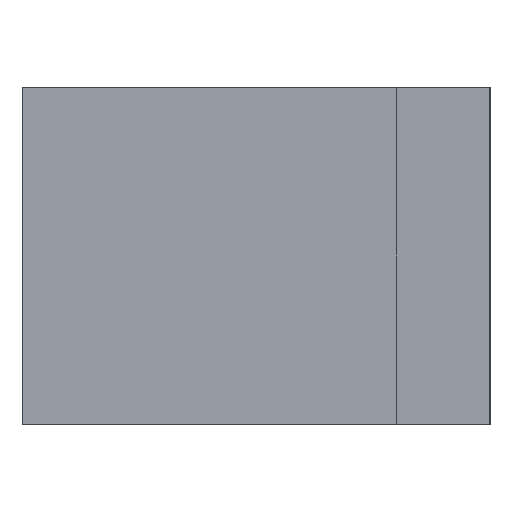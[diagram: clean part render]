
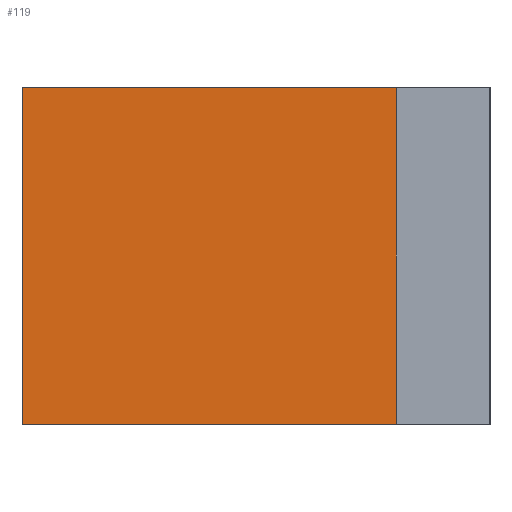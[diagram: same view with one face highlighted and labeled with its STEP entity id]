
A CAD part, left-side view. The second image highlights one B-rep face of the part: STEP entity #119.
In plain terms, the highlighted planar face has unit normal (-1, 0, 0).
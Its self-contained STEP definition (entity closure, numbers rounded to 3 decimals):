
#119 = ADVANCED_FACE('',(#120),#154,.T.);
#120 = FACE_BOUND('',#121,.T.);
#121 = EDGE_LOOP('',(#122,#132,#140,#148));
#122 = ORIENTED_EDGE('',*,*,#123,.T.);
#123 = EDGE_CURVE('',#124,#126,#128,.T.);
#124 = VERTEX_POINT('',#125);
#125 = CARTESIAN_POINT('',(-13.,17.,2.4));
#126 = VERTEX_POINT('',#127);
#127 = CARTESIAN_POINT('',(-13.,19.,2.4));
#128 = LINE('',#129,#130);
#129 = CARTESIAN_POINT('',(-13.,17.,2.4));
#130 = VECTOR('',#131,1.);
#131 = DIRECTION('',(0.,1.,0.));
#132 = ORIENTED_EDGE('',*,*,#133,.T.);
#133 = EDGE_CURVE('',#126,#134,#136,.T.);
#134 = VERTEX_POINT('',#135);
#135 = CARTESIAN_POINT('',(-13.,19.,0.6));
#136 = LINE('',#137,#138);
#137 = CARTESIAN_POINT('',(-13.,19.,2.4));
#138 = VECTOR('',#139,1.);
#139 = DIRECTION('',(0.,0.,-1.));
#140 = ORIENTED_EDGE('',*,*,#141,.F.);
#141 = EDGE_CURVE('',#142,#134,#144,.T.);
#142 = VERTEX_POINT('',#143);
#143 = CARTESIAN_POINT('',(-13.,17.,0.6));
#144 = LINE('',#145,#146);
#145 = CARTESIAN_POINT('',(-13.,17.,0.6));
#146 = VECTOR('',#147,1.);
#147 = DIRECTION('',(0.,1.,0.));
#148 = ORIENTED_EDGE('',*,*,#149,.F.);
#149 = EDGE_CURVE('',#124,#142,#150,.T.);
#150 = LINE('',#151,#152);
#151 = CARTESIAN_POINT('',(-13.,17.,2.4));
#152 = VECTOR('',#153,1.);
#153 = DIRECTION('',(0.,0.,-1.));
#154 = PLANE('',#155);
#155 = AXIS2_PLACEMENT_3D('',#156,#157,#158);
#156 = CARTESIAN_POINT('',(-13.,17.,2.4));
#157 = DIRECTION('',(-1.,0.,0.));
#158 = DIRECTION('',(0.,0.,-1.));
